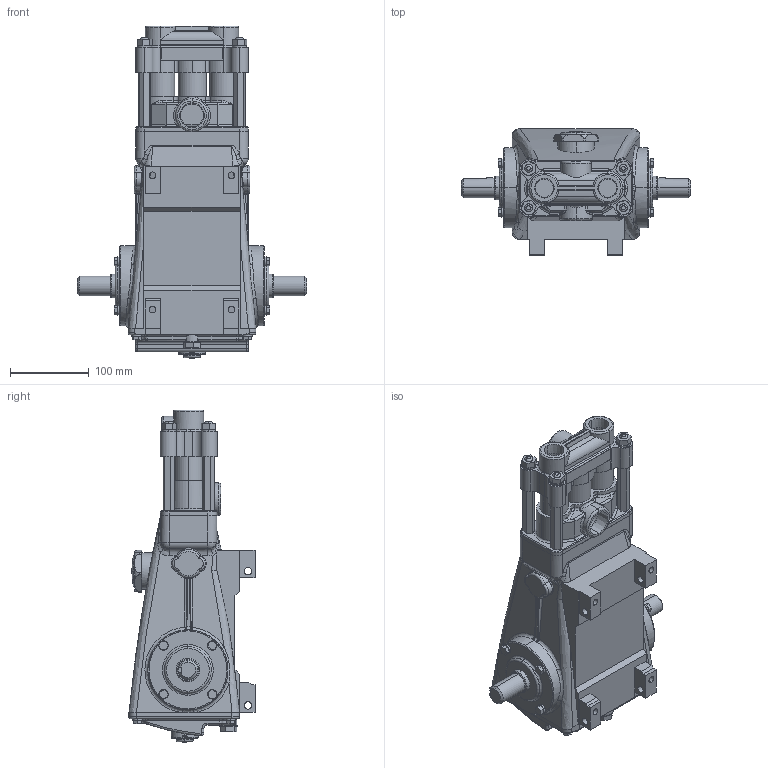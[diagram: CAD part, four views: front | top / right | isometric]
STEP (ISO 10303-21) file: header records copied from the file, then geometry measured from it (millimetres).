
FILE_DESCRIPTION (( 'STEP AP214' ), '1' );
FILE_NAME ('820.STEP', '2011-03-08T22:48:59', ( 'Mary Jo Helmbrecht' ), ( 'DDC' ), 'SwSTEP 2.0', 'SolidWorks 2011', '' );
FILE_SCHEMA (( 'AUTOMOTIVE_DESIGN' ));
Length unit declared in the file: millimetre
Products named in the file (1): 820
Bounding box: 290 x 159.68 x 420.25 mm (x, y, z)
Surface area: 302993.4 mm2 (no closed solid volume)
Topology: 0 solids, 15 shells, 897 faces, 2363 edges, 1452 vertices
Faces by surface type: plane 341, cylinder 283, torus 117, bspline 115, cone 22, sphere 19
Entity records: 44442 total; most frequent: CARTESIAN_POINT 13333, DIRECTION 4406, ORIENTED_EDGE 4402, EDGE_CURVE 2345, AXIS2_PLACEMENT_3D 1674, VERTEX_POINT 1450, VECTOR 1058, LINE 1058
